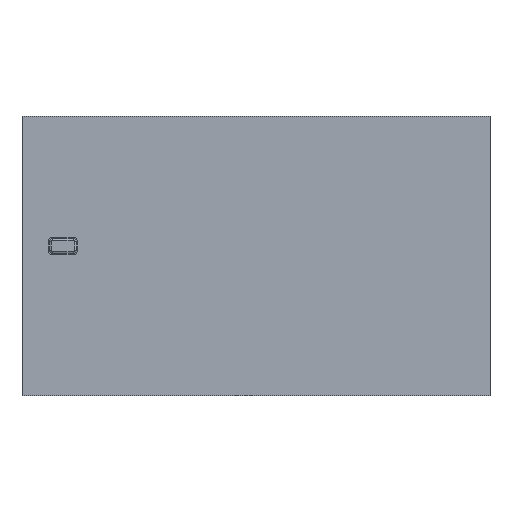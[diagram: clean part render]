
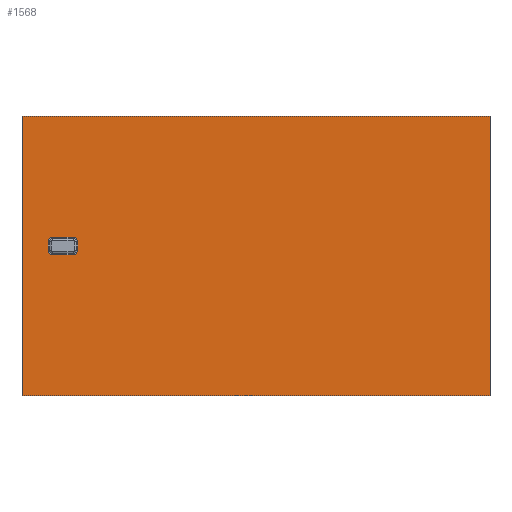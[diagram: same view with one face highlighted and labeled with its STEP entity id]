
A CAD part, front view. The second image highlights one B-rep face of the part: STEP entity #1568.
In plain terms, the highlighted planar face has unit normal (0, -1, 0).
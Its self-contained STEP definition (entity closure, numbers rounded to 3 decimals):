
#64=FACE_BOUND('',#306,.T.);
#84=CIRCLE('',#1713,1.5);
#86=CIRCLE('',#1717,1.5);
#88=CIRCLE('',#1721,1.5);
#90=CIRCLE('',#1725,1.5);
#212=FACE_OUTER_BOUND('',#305,.T.);
#305=EDGE_LOOP('',(#1119,#1120,#1121,#1122));
#306=EDGE_LOOP('',(#1123,#1124,#1125,#1126,#1127,#1128,#1129,#1130));
#405=LINE('',#2392,#549);
#409=LINE('',#2404,#553);
#413=LINE('',#2416,#557);
#417=LINE('',#2428,#561);
#421=LINE('',#2440,#565);
#424=LINE('',#2446,#568);
#427=LINE('',#2452,#571);
#430=LINE('',#2456,#574);
#549=VECTOR('',#1893,10.);
#553=VECTOR('',#1905,10.);
#557=VECTOR('',#1917,10.);
#561=VECTOR('',#1929,10.);
#565=VECTOR('',#1941,10.);
#568=VECTOR('',#1946,10.);
#571=VECTOR('',#1951,10.);
#574=VECTOR('',#1956,10.);
#693=VERTEX_POINT('',#2389);
#694=VERTEX_POINT('',#2391);
#696=VERTEX_POINT('',#2397);
#698=VERTEX_POINT('',#2403);
#700=VERTEX_POINT('',#2409);
#702=VERTEX_POINT('',#2415);
#704=VERTEX_POINT('',#2421);
#706=VERTEX_POINT('',#2427);
#709=VERTEX_POINT('',#2437);
#710=VERTEX_POINT('',#2439);
#712=VERTEX_POINT('',#2445);
#714=VERTEX_POINT('',#2451);
#837=EDGE_CURVE('',#694,#693,#405,.T.);
#840=EDGE_CURVE('',#696,#694,#84,.T.);
#843=EDGE_CURVE('',#698,#696,#409,.T.);
#846=EDGE_CURVE('',#700,#698,#86,.T.);
#849=EDGE_CURVE('',#702,#700,#413,.T.);
#852=EDGE_CURVE('',#704,#702,#88,.T.);
#855=EDGE_CURVE('',#706,#704,#417,.T.);
#858=EDGE_CURVE('',#693,#706,#90,.T.);
#861=EDGE_CURVE('',#710,#709,#421,.T.);
#864=EDGE_CURVE('',#712,#710,#424,.T.);
#867=EDGE_CURVE('',#714,#712,#427,.T.);
#870=EDGE_CURVE('',#709,#714,#430,.T.);
#1119=ORIENTED_EDGE('',*,*,#870,.T.);
#1120=ORIENTED_EDGE('',*,*,#867,.T.);
#1121=ORIENTED_EDGE('',*,*,#864,.T.);
#1122=ORIENTED_EDGE('',*,*,#861,.T.);
#1123=ORIENTED_EDGE('',*,*,#858,.T.);
#1124=ORIENTED_EDGE('',*,*,#855,.T.);
#1125=ORIENTED_EDGE('',*,*,#852,.T.);
#1126=ORIENTED_EDGE('',*,*,#849,.T.);
#1127=ORIENTED_EDGE('',*,*,#846,.T.);
#1128=ORIENTED_EDGE('',*,*,#843,.T.);
#1129=ORIENTED_EDGE('',*,*,#840,.T.);
#1130=ORIENTED_EDGE('',*,*,#837,.T.);
#1516=PLANE('',#1731);
#1568=ADVANCED_FACE('',(#212,#64),#1516,.F.);
#1713=AXIS2_PLACEMENT_3D('',#2398,#1899,#1900);
#1717=AXIS2_PLACEMENT_3D('',#2410,#1911,#1912);
#1721=AXIS2_PLACEMENT_3D('',#2422,#1923,#1924);
#1725=AXIS2_PLACEMENT_3D('',#2432,#1935,#1936);
#1731=AXIS2_PLACEMENT_3D('',#2458,#1959,#1960);
#1893=DIRECTION('',(0.,0.,-1.));
#1899=DIRECTION('center_axis',(0.,1.,0.));
#1900=DIRECTION('ref_axis',(0.,0.,1.));
#1905=DIRECTION('',(1.,0.,0.));
#1911=DIRECTION('center_axis',(0.,1.,0.));
#1912=DIRECTION('ref_axis',(-1.,0.,0.));
#1917=DIRECTION('',(0.,0.,1.));
#1923=DIRECTION('center_axis',(0.,1.,0.));
#1924=DIRECTION('ref_axis',(0.,0.,-1.));
#1929=DIRECTION('',(-1.,0.,0.));
#1935=DIRECTION('center_axis',(0.,1.,0.));
#1936=DIRECTION('ref_axis',(1.,0.,0.));
#1941=DIRECTION('',(0.,0.,-1.));
#1946=DIRECTION('',(-1.,0.,0.));
#1951=DIRECTION('',(0.,0.,1.));
#1956=DIRECTION('',(1.,0.,0.));
#1959=DIRECTION('center_axis',(0.,1.,0.));
#1960=DIRECTION('ref_axis',(1.,0.,0.));
#2389=CARTESIAN_POINT('',(-60.519,-3.,1.873));
#2391=CARTESIAN_POINT('',(-60.519,-3.,4.873));
#2392=CARTESIAN_POINT('',(-60.519,-3.,4.873));
#2397=CARTESIAN_POINT('',(-62.019,-3.,6.373));
#2398=CARTESIAN_POINT('Origin',(-62.019,-3.,4.873));
#2403=CARTESIAN_POINT('',(-69.019,-3.,6.373));
#2404=CARTESIAN_POINT('',(-69.019,-3.,6.373));
#2409=CARTESIAN_POINT('',(-70.519,-3.,4.873));
#2410=CARTESIAN_POINT('Origin',(-69.019,-3.,4.873));
#2415=CARTESIAN_POINT('',(-70.519,-3.,1.873));
#2416=CARTESIAN_POINT('',(-70.519,-3.,1.873));
#2421=CARTESIAN_POINT('',(-69.019,-3.,0.373));
#2422=CARTESIAN_POINT('Origin',(-69.019,-3.,1.873));
#2427=CARTESIAN_POINT('',(-62.019,-3.,0.373));
#2428=CARTESIAN_POINT('',(-62.019,-3.,0.373));
#2432=CARTESIAN_POINT('Origin',(-62.019,-3.,1.873));
#2437=CARTESIAN_POINT('',(-79.375,-3.,-47.328));
#2439=CARTESIAN_POINT('',(-79.375,-3.,47.328));
#2440=CARTESIAN_POINT('',(-79.375,-3.,47.328));
#2445=CARTESIAN_POINT('',(79.375,-3.,47.328));
#2446=CARTESIAN_POINT('',(79.375,-3.,47.328));
#2451=CARTESIAN_POINT('',(79.375,-3.,-47.328));
#2452=CARTESIAN_POINT('',(79.375,-3.,-47.328));
#2456=CARTESIAN_POINT('',(-79.375,-3.,-47.328));
#2458=CARTESIAN_POINT('Origin',(0.,-3.,0.));
